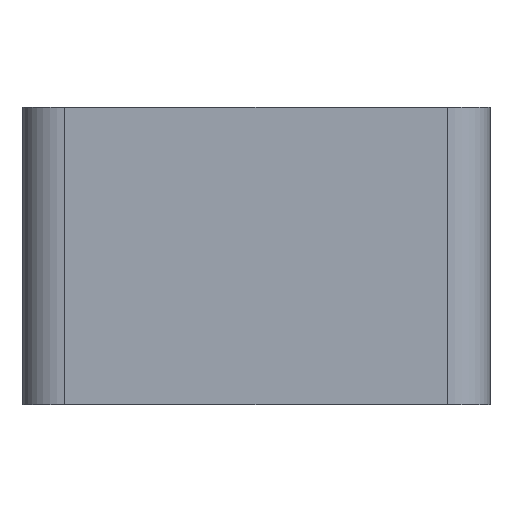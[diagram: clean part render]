
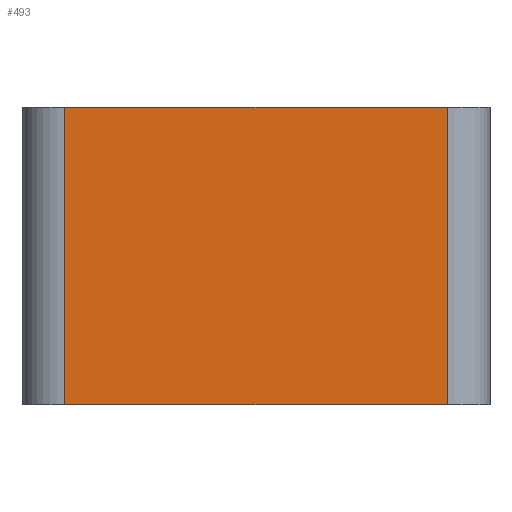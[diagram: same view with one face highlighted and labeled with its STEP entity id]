
A CAD part, left-side view. The second image highlights one B-rep face of the part: STEP entity #493.
In plain terms, the highlighted planar face has unit normal (-1, 0, 0).
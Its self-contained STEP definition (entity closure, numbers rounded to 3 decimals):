
#77=FACE_OUTER_BOUND('',#103,.T.);
#103=EDGE_LOOP('',(#437,#438,#439,#440));
#122=LINE('',#780,#166);
#132=LINE('',#826,#176);
#139=LINE('',#847,#183);
#150=LINE('',#868,#194);
#166=VECTOR('',#621,10.);
#176=VECTOR('',#661,10.);
#183=VECTOR('',#684,10.);
#194=VECTOR('',#715,10.);
#216=VERTEX_POINT('',#777);
#217=VERTEX_POINT('',#779);
#237=VERTEX_POINT('',#823);
#238=VERTEX_POINT('',#825);
#268=EDGE_CURVE('',#217,#216,#122,.T.);
#291=EDGE_CURVE('',#237,#238,#132,.T.);
#303=EDGE_CURVE('',#238,#216,#139,.T.);
#314=EDGE_CURVE('',#217,#237,#150,.T.);
#437=ORIENTED_EDGE('',*,*,#303,.F.);
#438=ORIENTED_EDGE('',*,*,#291,.F.);
#439=ORIENTED_EDGE('',*,*,#314,.F.);
#440=ORIENTED_EDGE('',*,*,#268,.T.);
#469=PLANE('',#570);
#493=ADVANCED_FACE('',(#77),#469,.T.);
#570=AXIS2_PLACEMENT_3D('',#869,#716,#717);
#621=DIRECTION('',(0.,-1.,0.));
#661=DIRECTION('',(0.,-1.,0.));
#684=DIRECTION('',(0.,0.,-1.));
#715=DIRECTION('',(0.,0.,1.));
#716=DIRECTION('center_axis',(-1.,0.,0.));
#717=DIRECTION('ref_axis',(0.,-1.,0.));
#777=CARTESIAN_POINT('',(-52.647,-5.625,0.));
#779=CARTESIAN_POINT('',(-52.647,3.375,0.));
#780=CARTESIAN_POINT('',(-52.647,4.375,0.));
#823=CARTESIAN_POINT('',(-52.647,3.375,7.));
#825=CARTESIAN_POINT('',(-52.647,-5.625,7.));
#826=CARTESIAN_POINT('',(-52.647,4.375,7.));
#847=CARTESIAN_POINT('',(-52.647,-5.625,0.));
#868=CARTESIAN_POINT('',(-52.647,3.375,0.));
#869=CARTESIAN_POINT('Origin',(-52.647,4.375,0.));
